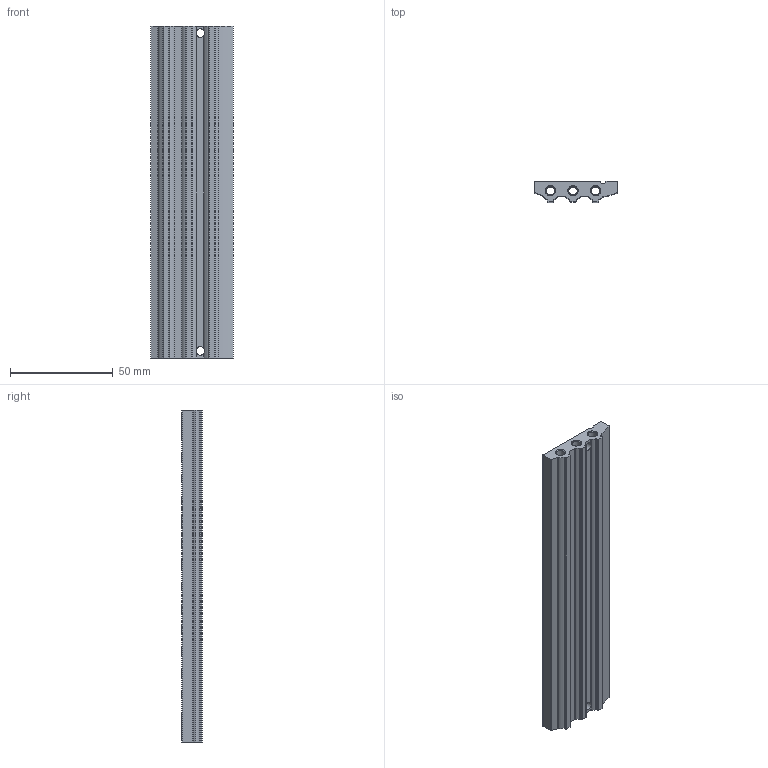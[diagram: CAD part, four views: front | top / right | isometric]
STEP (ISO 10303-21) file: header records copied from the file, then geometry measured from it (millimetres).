
FILE_DESCRIPTION(/* description */ ('STEP AP214'),/* implementation_level */ '2;1');
FILE_NAME(/* name */ '566532_VABM-L1-10AS-M5-14',/* time_stamp */ '2024-09-16T00:32:34+02:00',/* author */ ('License CC BY-ND 4.0'),/* organization */ ('CADENAS'),/* preprocessor_version */ 'ST-DEVELOPER v19.3',/* originating_system */ 'PARTsolutions',/* authorisation */ ' ');
FILE_SCHEMA (('AUTOMOTIVE_DESIGN {1 0 10303 214 3 1 1}'));
Length unit declared in the file: millimetre
Products named in the file (2): 566532 VABM-L1-10AS-M5-14; 566532 VABM-L1-10AS-M5-14---(L1-P)
Assembly tree (1 placements, depth 2):
  566532 VABM-L1-10AS-M5-14
    566532 VABM-L1-10AS-M5-14---(L1-P)
Bounding box: 40.3 x 10 x 161.5 mm (x, y, z)
Volume: 41698.3 mm3; surface area: 25590.3 mm2
Topology: 1 solids, 1 shells, 303 faces, 937 edges, 604 vertices
Faces by surface type: cylinder 131, cone 90, plane 82
Full cylindrical faces by diameter (mm): 1.567 x28, 4 x42, 4.134 x6, 4.2 x5
Entity records: 9297 total; most frequent: CARTESIAN_POINT 2225, DIRECTION 1414, ORIENTED_EDGE 1220, EDGE_CURVE 610, FACE_BOUND 606, AXIS2_PLACEMENT_3D 581, EDGE_LOOP 550, VERTEX_POINT 518
